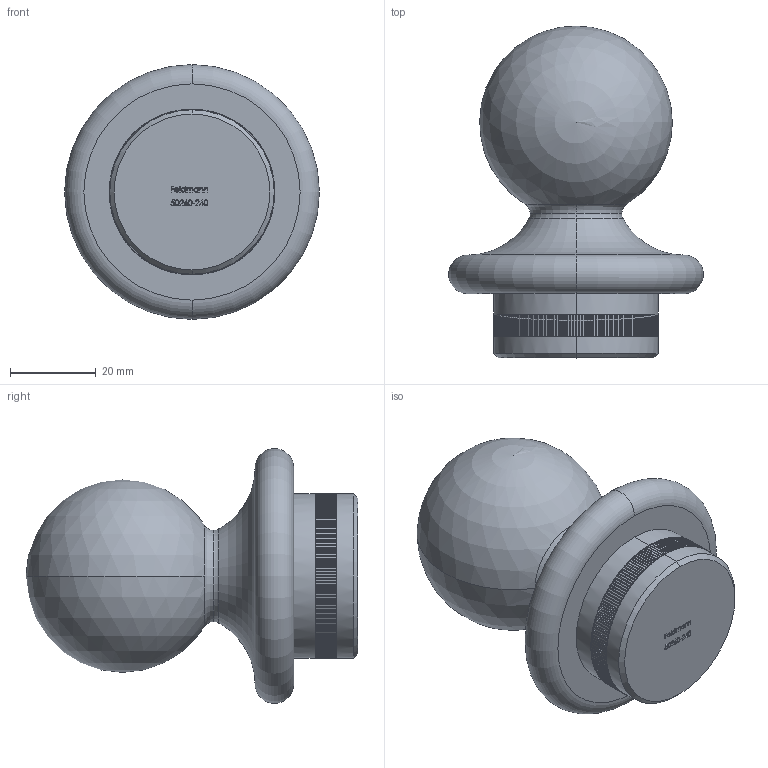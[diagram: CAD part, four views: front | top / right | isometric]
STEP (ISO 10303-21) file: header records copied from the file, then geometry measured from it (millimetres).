
FILE_DESCRIPTION (( 'STEP AP203' ), '1' );
FILE_NAME ('50260-240.step', '2015-09-17T15:07:53', ( '' ), ( '' ), 'SwSTEP 2.0', 'SolidWorks 2015', '' );
FILE_SCHEMA (( 'CONFIG_CONTROL_DESIGN' ));
Length unit declared in the file: millimetre
Products named in the file (1): 50260-240
Bounding box: 59.5 x 77.5 x 59.5 mm (x, y, z)
Volume: 95431.4 mm3; surface area: 14478.7 mm2
Topology: 1 solids, 1 shells, 1139 faces, 2607 edges, 1494 vertices
Faces by surface type: plane 839, cylinder 184, bspline 104, torus 8, cone 2, sphere 2
Entity records: 37361 total; most frequent: CARTESIAN_POINT 12129, DIRECTION 5214, ORIENTED_EDGE 5204, EDGE_CURVE 2602, AXIS2_PLACEMENT_3D 1784, VECTOR 1646, LINE 1646, VERTEX_POINT 1491
